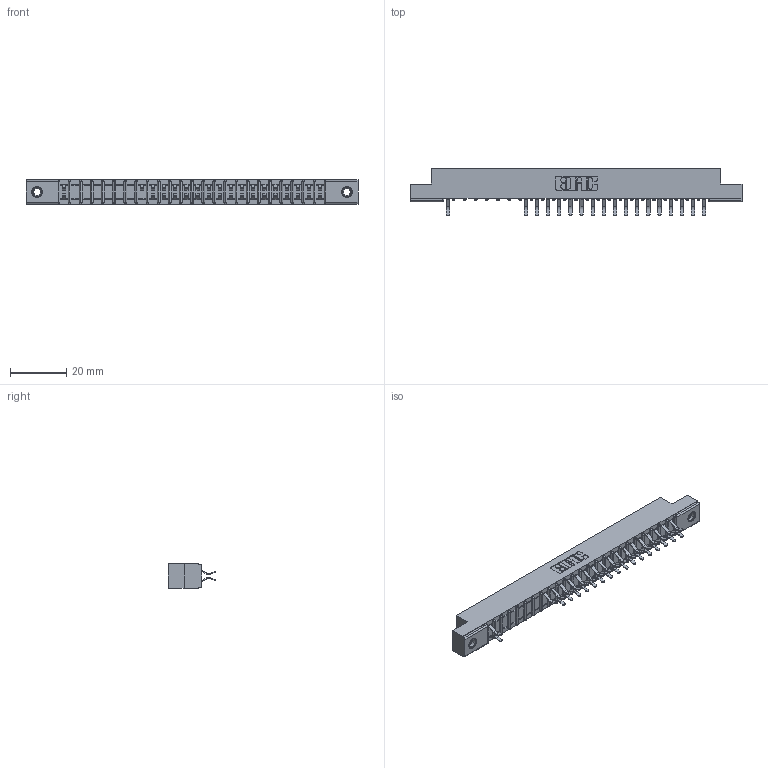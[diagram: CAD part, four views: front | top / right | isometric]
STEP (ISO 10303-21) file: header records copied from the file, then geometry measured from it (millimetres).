
FILE_DESCRIPTION (( 'STEP AP203' ), '1' );
FILE_NAME ('307-048-556-207.STEP', '2018-08-06T03:58:19', ( '' ), ( '' ), 'SwSTEP 2.0', 'SolidWorks 2016', '' );
FILE_SCHEMA (( 'CONFIG_CONTROL_DESIGN' ));
Length unit declared in the file: inch
Products named in the file (4): 307-290-001_556; 345-250-001_345-250-005-103; 307-048-556-207; 307 Part_.156 Dia Mounting Holes
Assembly tree (38 placements, depth 2):
  307-048-556-207
    307 Part_.156 Dia Mounting Holes
    307-290-001_556  x35
    345-250-001_345-250-005-103  x2
Bounding box: 118.11 x 16.97 x 8.71 mm (x, y, z)
Volume: 7537.3 mm3; surface area: 12426.1 mm2
Topology: 38 solids, 38 shells, 2083 faces, 5845 edges, 3774 vertices
Faces by surface type: plane 1335, cylinder 682, sphere 50, cone 12, torus 4
Entity records: 24435 total; most frequent: CARTESIAN_POINT 4042, ORIENTED_EDGE 4010, DIRECTION 3963, EDGE_CURVE 2005, VECTOR 1529, LINE 1529, VERTEX_POINT 1296, AXIS2_PLACEMENT_3D 1217
